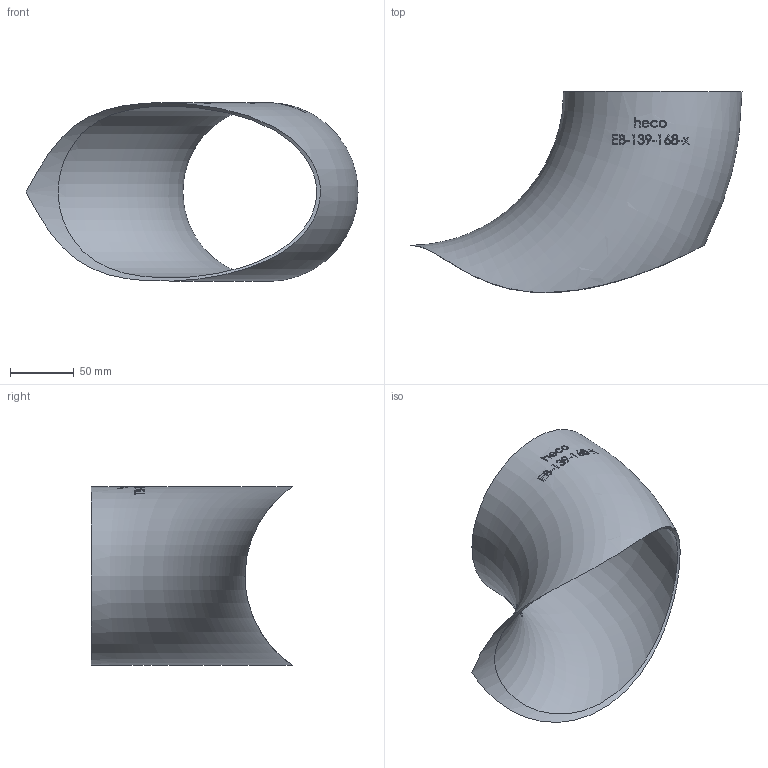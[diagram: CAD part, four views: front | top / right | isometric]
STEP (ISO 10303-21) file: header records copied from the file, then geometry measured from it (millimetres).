
FILE_DESCRIPTION (( 'STEP AP214' ), '1' );
FILE_NAME ('EB-139-168-x Einschweißbogen 1901.STEP', '2019-01-16T08:04:36', ( '' ), ( '' ), 'SwSTEP 2.0', 'SolidWorks 2016', '' );
FILE_SCHEMA (( 'AUTOMOTIVE_DESIGN' ));
Length unit declared in the file: millimetre
Products named in the file (1): EB-139-168-x Einschweißbogen 1901
Bounding box: 259.85 x 157.37 x 139.71 mm (x, y, z)
Volume: 183867.4 mm3; surface area: 146568 mm2
Topology: 1 solids, 1 shells, 201 faces, 530 edges, 354 vertices
Faces by surface type: bspline 93, plane 80, torus 27, cylinder 1
Entity records: 11160 total; most frequent: CARTESIAN_POINT 5096, ORIENTED_EDGE 1040, EDGE_CURVE 520, DIRECTION 392, VERTEX_POINT 348, B_SPLINE_CURVE_WITH_KNOTS 346, EDGE_LOOP 228, FACE_OUTER_BOUND 202
